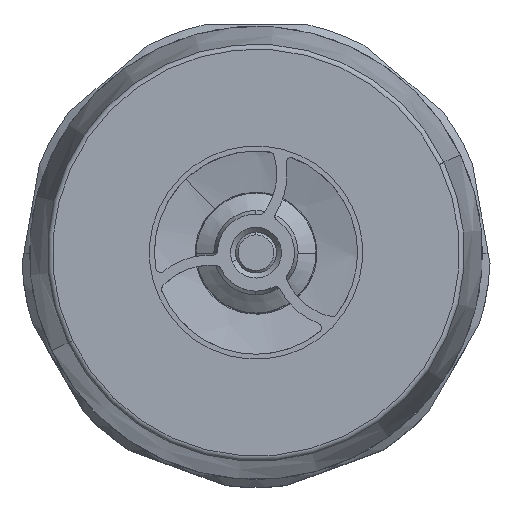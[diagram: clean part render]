
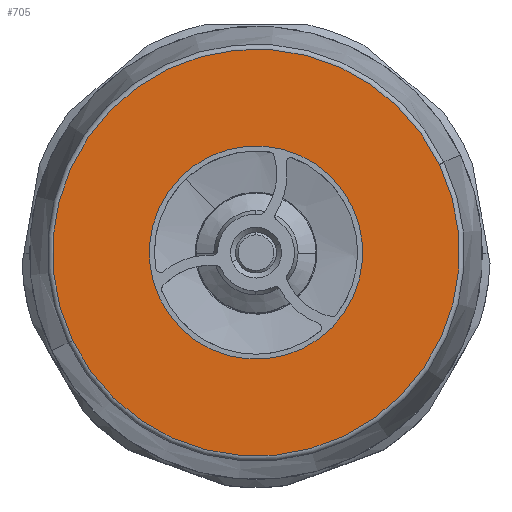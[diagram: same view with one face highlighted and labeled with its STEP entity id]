
A CAD part, top view. The second image highlights one B-rep face of the part: STEP entity #705.
In plain terms, the highlighted planar face has unit normal (0, 0, 1).
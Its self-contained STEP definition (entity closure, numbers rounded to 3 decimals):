
#357 = PLANE ( 'NONE',  #5134 ) ;
#444 = AXIS2_PLACEMENT_3D ( 'NONE', #1737, #2778, #2309 ) ;
#591 = ORIENTED_EDGE ( 'NONE', *, *, #1055, .F. ) ;
#705 = ADVANCED_FACE ( 'NONE', ( #6356, #4666 ), #357, .T. ) ;
#959 = VERTEX_POINT ( 'NONE', #2046 ) ;
#1055 = EDGE_CURVE ( 'NONE', #5509, #6111, #4376, .T. ) ;
#1364 = CIRCLE ( 'NONE', #2665, 10.499 ) ;
#1737 = CARTESIAN_POINT ( 'NONE',  ( 0., 0., 13.675 ) ) ;
#2046 = CARTESIAN_POINT ( 'NONE',  ( -18.048, -8.673, 13.675 ) ) ;
#2064 = EDGE_CURVE ( 'NONE', #6111, #5509, #1364, .T. ) ;
#2200 = AXIS2_PLACEMENT_3D ( 'NONE', #5817, #2365, #6355 ) ;
#2275 = CARTESIAN_POINT ( 'NONE',  ( -9.462, -4.548, 13.675 ) ) ;
#2309 = DIRECTION ( 'NONE',  ( 0.901, 0.433, 0. ) ) ;
#2365 = DIRECTION ( 'NONE',  ( 0., 0., 1. ) ) ;
#2656 = CARTESIAN_POINT ( 'NONE',  ( -4.548, 9.462, 13.675 ) ) ;
#2665 = AXIS2_PLACEMENT_3D ( 'NONE', #6744, #7317, #5666 ) ;
#2778 = DIRECTION ( 'NONE',  ( 0., 0., 1. ) ) ;
#3360 = CIRCLE ( 'NONE', #444, 20.024 ) ;
#3756 = EDGE_CURVE ( 'NONE', #959, #6544, #4595, .T. ) ;
#3784 = DIRECTION ( 'NONE',  ( 0., 0., 1. ) ) ;
#3970 = CARTESIAN_POINT ( 'NONE',  ( 0., 0., 13.675 ) ) ;
#4037 = CARTESIAN_POINT ( 'NONE',  ( 9.462, 4.548, 13.675 ) ) ;
#4141 = ORIENTED_EDGE ( 'NONE', *, *, #2064, .F. ) ;
#4340 = DIRECTION ( 'NONE',  ( 0.901, 0.433, 0. ) ) ;
#4376 = CIRCLE ( 'NONE', #6896, 10.499 ) ;
#4595 = CIRCLE ( 'NONE', #2200, 20.024 ) ;
#4666 = FACE_BOUND ( 'NONE', #6239, .T. ) ;
#5075 = ORIENTED_EDGE ( 'NONE', *, *, #6446, .T. ) ;
#5134 = AXIS2_PLACEMENT_3D ( 'NONE', #2656, #3784, #4340 ) ;
#5509 = VERTEX_POINT ( 'NONE', #2275 ) ;
#5666 = DIRECTION ( 'NONE',  ( 0.901, 0.433, 0. ) ) ;
#5791 = ORIENTED_EDGE ( 'NONE', *, *, #3756, .T. ) ;
#5817 = CARTESIAN_POINT ( 'NONE',  ( 0., 0., 13.675 ) ) ;
#6111 = VERTEX_POINT ( 'NONE', #4037 ) ;
#6239 = EDGE_LOOP ( 'NONE', ( #4141, #591 ) ) ;
#6327 = DIRECTION ( 'NONE',  ( 0.901, 0.433, 0. ) ) ;
#6355 = DIRECTION ( 'NONE',  ( 0.901, 0.433, 0. ) ) ;
#6356 = FACE_OUTER_BOUND ( 'NONE', #7280, .T. ) ;
#6446 = EDGE_CURVE ( 'NONE', #6544, #959, #3360, .T. ) ;
#6544 = VERTEX_POINT ( 'NONE', #6829 ) ;
#6744 = CARTESIAN_POINT ( 'NONE',  ( 0., 0., 13.675 ) ) ;
#6829 = CARTESIAN_POINT ( 'NONE',  ( 18.048, 8.673, 13.675 ) ) ;
#6896 = AXIS2_PLACEMENT_3D ( 'NONE', #3970, #7379, #6327 ) ;
#7280 = EDGE_LOOP ( 'NONE', ( #5075, #5791 ) ) ;
#7317 = DIRECTION ( 'NONE',  ( 0., 0., 1. ) ) ;
#7379 = DIRECTION ( 'NONE',  ( 0., 0., 1. ) ) ;
